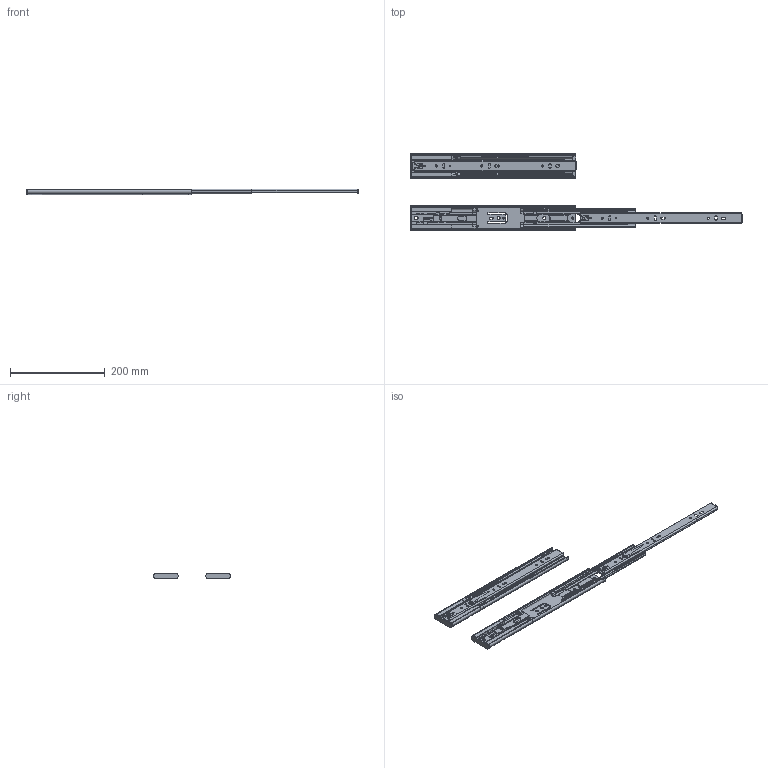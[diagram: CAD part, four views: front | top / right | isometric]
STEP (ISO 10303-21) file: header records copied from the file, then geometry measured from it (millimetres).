
FILE_DESCRIPTION(/* description */ (''),/* implementation_level */ '2;1');
FILE_NAME(/* name */ 'DZ3932-0035EC.stp',/* time_stamp */ '2022-02-11T09:03:45+00:00',/* author */ ('kchown'),/* organization */ (''),/* preprocessor_version */ 'ST-DEVELOPER v18',/* originating_system */ 'Autodesk Inventor 2020',/* authorisation */ '');
FILE_SCHEMA (('AUTOMOTIVE_DESIGN { 1 0 10303 214 3 1 1 }'));
Products named in the file (90): Accuride_C_3932-14EC; Accuride_C_3932-14EC_1; Accuride_C_3932-14EC_1_1; Accuride_C_3932-14EC_2; Accuride_C_3932-14EC_3; Accuride_C_3932-14EC_4; Accuride_C_3932-14EC_5; Accuride_C_3932-14EC_6; Accuride_C_3932-14EC_7; Accuride_C_3932-14EC_8; Accuride_C_3932-14EC_9; Accuride_C_3932-14EC_10; Accuride_C_3932-14EC_11; Accuride_C_3932-14EC_12; Accuride_C_3932-14EC_13; Accuride_C_3932-14EC_14; Accuride_C_3932-14EC_15; Accuride_C_3932-14EC_16; Accuride_C_3932-14EC_17; Accuride_C_3932-14EC_18; Accuride_C_3932-14EC_19; Accuride_C_3932-14EC_20; Accuride_C_3932-14EC_21; Accuride_C_3932-14EC_22; Accuride_C_3932-14EC_23; Accuride_C_3932-14EC_24; Accuride_C_3932-14EC_25; Accuride_C_3932-14EC_26; Accuride_C_3932-14EC_27; Accuride_C_3932-14EC_28; Accuride_C_3932-14EC_29; Accuride_C_3932-14EC_30; Accuride_C_3932-14EC_31; Accuride_C_3932-14EC_32; Accuride_C_3932-14EC_33; Accuride_C_3932-14EC_34; Accuride_C_3932-14EC_35; Accuride_C_3932-14EC_36; Accuride_C_3932-14EC_37; Accuride_C_3932-14EC_38 ...
Assembly tree (89 placements, depth 2):
  Accuride_C_3932-14EC
    Accuride_C_3932-14EC_1
    Accuride_C_3932-14EC_1_1
    Accuride_C_3932-14EC_2
    Accuride_C_3932-14EC_3
    Accuride_C_3932-14EC_4
    Accuride_C_3932-14EC_5
    Accuride_C_3932-14EC_6
    Accuride_C_3932-14EC_7
    Accuride_C_3932-14EC_8
    Accuride_C_3932-14EC_9
    Accuride_C_3932-14EC_10
    Accuride_C_3932-14EC_11
    Accuride_C_3932-14EC_12
    Accuride_C_3932-14EC_13
    Accuride_C_3932-14EC_14
    Accuride_C_3932-14EC_15
    Accuride_C_3932-14EC_16
    Accuride_C_3932-14EC_17
    Accuride_C_3932-14EC_18
    Accuride_C_3932-14EC_19
    Accuride_C_3932-14EC_20
    Accuride_C_3932-14EC_21
    Accuride_C_3932-14EC_22
    Accuride_C_3932-14EC_23
    Accuride_C_3932-14EC_24
    Accuride_C_3932-14EC_25
    Accuride_C_3932-14EC_26
    Accuride_C_3932-14EC_27
    Accuride_C_3932-14EC_28
    Accuride_C_3932-14EC_29
    Accuride_C_3932-14EC_30
    Accuride_C_3932-14EC_31
    Accuride_C_3932-14EC_32
    Accuride_C_3932-14EC_33
    Accuride_C_3932-14EC_34
    Accuride_C_3932-14EC_35
    Accuride_C_3932-14EC_36
    Accuride_C_3932-14EC_37
    Accuride_C_3932-14EC_38
    Accuride_C_3932-14EC_39
    Accuride_C_3932-14EC_40
    Accuride_C_3932-14EC_41
    Accuride_C_3932-14EC_42
    Accuride_C_3932-14EC_43
    Accuride_C_3932-14EC_44
    Accuride_C_3932-14EC_45
    Accuride_C_3932-14EC_46
    Accuride_C_3932-14EC_47
    Accuride_C_3932-14EC_48
    Accuride_C_3932-14EC_49
    Accuride_C_3932-14EC_50
    Accuride_C_3932-14EC_51
    Accuride_C_3932-14EC_52
    Accuride_C_3932-14EC_53
    Accuride_C_3932-14EC_54
    Accuride_C_3932-14EC_55
    Accuride_C_3932-14EC_56
    Accuride_C_3932-14EC_57
    Accuride_C_3932-14EC_58
Bounding box: 700.08 x 161.26 x 12.5 mm (x, y, z)
Volume: 223182.3 mm3; surface area: 303521.7 mm2
Topology: 89 solids, 89 shells, 1817 faces, 5317 edges, 3550 vertices
Faces by surface type: plane 1052, cylinder 697, bspline 68
Full cylindrical faces by diameter (mm): 0.8 x2, 2.5 x3, 2.7 x2, 2.8 x2, 3.1 x2, 3.2 x4, 3.7 x2, 4.2 x4, 4.4 x6, 4.5 x2, 5.3 x2, 5.6 x32, 5.7 x2, 6.2 x6, 7.5 x2, 8 x8, 8.5 x2
Entity records: 86057 total; most frequent: CARTESIAN_POINT 32965, ORIENTED_EDGE 10634, DIRECTION 10103, EDGE_CURVE 5317, VERTEX_POINT 3550, LINE 3415, VECTOR 3415, AXIS2_PLACEMENT_3D 3344
